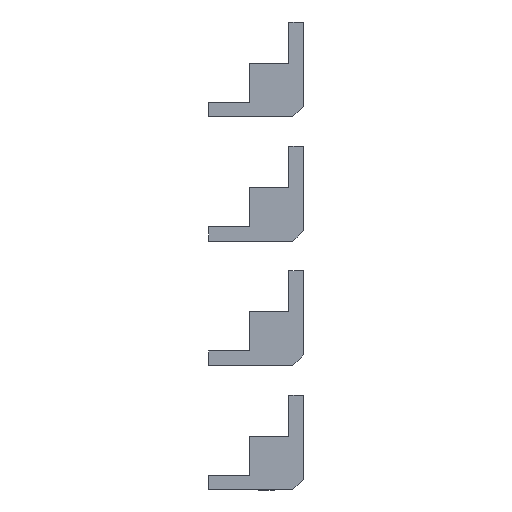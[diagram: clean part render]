
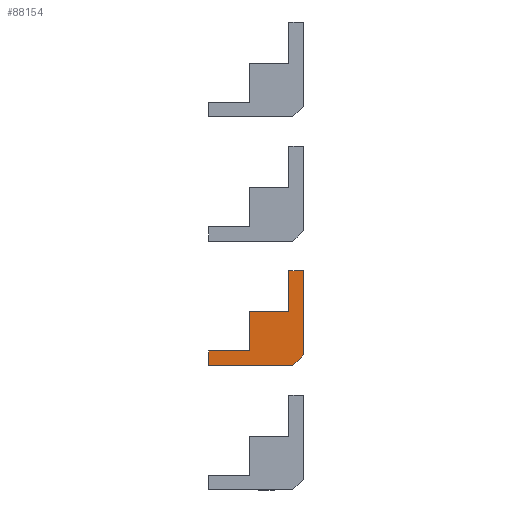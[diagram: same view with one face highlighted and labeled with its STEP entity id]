
A CAD part, front view. The second image highlights one B-rep face of the part: STEP entity #88154.
In plain terms, the highlighted planar face has unit normal (0, -1, 0).
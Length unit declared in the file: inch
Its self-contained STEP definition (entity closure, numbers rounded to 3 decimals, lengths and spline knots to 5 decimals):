
#1501 = EDGE_CURVE ( 'NONE', #38571, #30647, #100883, .T. ) ;
#2927 = CARTESIAN_POINT ( 'NONE',  ( 0.68898, -37.32283, 2.02717 ) ) ;
#5651 = CARTESIAN_POINT ( 'NONE',  ( -1.22047, -37.32283, 2.1063 ) ) ;
#7875 = CARTESIAN_POINT ( 'NONE',  ( 0.68898, -37.32283, 3.72047 ) ) ;
#8446 = VECTOR ( 'NONE', #110395, 39.37008 ) ;
#8927 = VERTEX_POINT ( 'NONE', #101982 ) ;
#9356 = EDGE_CURVE ( 'NONE', #30647, #113510, #111379, .T. ) ;
#9956 = VECTOR ( 'NONE', #13724, 39.37008 ) ;
#10181 = VERTEX_POINT ( 'NONE', #32789 ) ;
#10466 = ORIENTED_EDGE ( 'NONE', *, *, #9356, .F. ) ;
#10471 = VERTEX_POINT ( 'NONE', #83223 ) ;
#12724 = VECTOR ( 'NONE', #30335, 39.37008 ) ;
#13724 = DIRECTION ( 'NONE',  ( 0., 0., 1. ) ) ;
#15445 = DIRECTION ( 'NONE',  ( 0., 0., 1. ) ) ;
#19937 = EDGE_CURVE ( 'NONE', #92848, #38571, #93131, .T. ) ;
#19951 = CARTESIAN_POINT ( 'NONE',  ( 0.68898, -37.32283, 3.72047 ) ) ;
#20428 = CARTESIAN_POINT ( 'NONE',  ( -1.22047, -37.32283, 1.81102 ) ) ;
#22653 = CARTESIAN_POINT ( 'NONE',  ( 0.68898, -37.32283, 2.02717 ) ) ;
#23819 = CARTESIAN_POINT ( 'NONE',  ( 0.5315, -37.32283, 2.1063 ) ) ;
#30335 = DIRECTION ( 'NONE',  ( 0., 0., 1. ) ) ;
#30647 = VERTEX_POINT ( 'NONE', #107637 ) ;
#30881 = DIRECTION ( 'NONE',  ( 1., 0., 0. ) ) ;
#32789 = CARTESIAN_POINT ( 'NONE',  ( 0.3937, -37.32283, 2.8937 ) ) ;
#33658 = CARTESIAN_POINT ( 'NONE',  ( 0.3937, -37.32283, 2.08661 ) ) ;
#36978 = CARTESIAN_POINT ( 'NONE',  ( 0.5315, -37.32283, 3.72047 ) ) ;
#38571 = VERTEX_POINT ( 'NONE', #85675 ) ;
#42875 = VECTOR ( 'NONE', #105737, 39.37008 ) ;
#44095 = EDGE_CURVE ( 'NONE', #66750, #76247, #61719, .T. ) ;
#45350 = ORIENTED_EDGE ( 'NONE', *, *, #52563, .F. ) ;
#52563 = EDGE_CURVE ( 'NONE', #8927, #10181, #80098, .T. ) ;
#55003 = VECTOR ( 'NONE', #15445, 39.37008 ) ;
#55776 = LINE ( 'NONE', #19951, #8446 ) ;
#56251 = DIRECTION ( 'NONE',  ( -1., 0., 0. ) ) ;
#56635 = CARTESIAN_POINT ( 'NONE',  ( 0.3937, -37.32283, 3.72047 ) ) ;
#60520 = VECTOR ( 'NONE', #92558, 39.37008 ) ;
#61331 = DIRECTION ( 'NONE',  ( 1., 0., 0. ) ) ;
#61719 = LINE ( 'NONE', #36978, #42875 ) ;
#62444 = ORIENTED_EDGE ( 'NONE', *, *, #84516, .F. ) ;
#63367 = FACE_OUTER_BOUND ( 'NONE', #75756, .T. ) ;
#66750 = VERTEX_POINT ( 'NONE', #56635 ) ;
#66821 = EDGE_CURVE ( 'NONE', #10181, #66750, #105295, .T. ) ;
#67606 = ORIENTED_EDGE ( 'NONE', *, *, #109179, .F. ) ;
#70346 = ORIENTED_EDGE ( 'NONE', *, *, #19937, .F. ) ;
#71016 = CARTESIAN_POINT ( 'NONE',  ( 0.5315, -37.32283, 2.08661 ) ) ;
#73197 = ORIENTED_EDGE ( 'NONE', *, *, #1501, .F. ) ;
#75489 = VECTOR ( 'NONE', #56251, 39.37008 ) ;
#75756 = EDGE_LOOP ( 'NONE', ( #62444, #79857, #88933, #45350, #108147, #67606, #10466, #73197, #70346 ) ) ;
#76247 = VERTEX_POINT ( 'NONE', #7875 ) ;
#79440 = LINE ( 'NONE', #113542, #55003 ) ;
#79857 = ORIENTED_EDGE ( 'NONE', *, *, #44095, .F. ) ;
#80098 = LINE ( 'NONE', #105373, #88609 ) ;
#82136 = PLANE ( 'NONE',  #88120 ) ;
#83223 = CARTESIAN_POINT ( 'NONE',  ( -0.3937, -37.32283, 2.1063 ) ) ;
#84516 = EDGE_CURVE ( 'NONE', #76247, #92848, #55776, .T. ) ;
#85675 = CARTESIAN_POINT ( 'NONE',  ( 0.47283, -37.32283, 1.81102 ) ) ;
#88120 = AXIS2_PLACEMENT_3D ( 'NONE', #71016, #100331, #99190 ) ;
#88154 = ADVANCED_FACE ( 'NONE', ( #63367 ), #82136, .F. ) ;
#88609 = VECTOR ( 'NONE', #61331, 39.37008 ) ;
#88933 = ORIENTED_EDGE ( 'NONE', *, *, #66821, .F. ) ;
#91711 = CARTESIAN_POINT ( 'NONE',  ( -1.22047, -37.32283, 2.1063 ) ) ;
#92558 = DIRECTION ( 'NONE',  ( -0.707, 0., -0.707 ) ) ;
#92848 = VERTEX_POINT ( 'NONE', #2927 ) ;
#93131 = LINE ( 'NONE', #22653, #60520 ) ;
#94301 = LINE ( 'NONE', #23819, #111694 ) ;
#99190 = DIRECTION ( 'NONE',  ( 0., 0., 1. ) ) ;
#100331 = DIRECTION ( 'NONE',  ( 0., 1., 0. ) ) ;
#100883 = LINE ( 'NONE', #20428, #75489 ) ;
#101982 = CARTESIAN_POINT ( 'NONE',  ( -0.3937, -37.32283, 2.8937 ) ) ;
#105295 = LINE ( 'NONE', #33658, #9956 ) ;
#105373 = CARTESIAN_POINT ( 'NONE',  ( 0.5315, -37.32283, 2.8937 ) ) ;
#105737 = DIRECTION ( 'NONE',  ( 1., 0., 0. ) ) ;
#107637 = CARTESIAN_POINT ( 'NONE',  ( -1.22047, -37.32283, 1.81102 ) ) ;
#108147 = ORIENTED_EDGE ( 'NONE', *, *, #114504, .F. ) ;
#109179 = EDGE_CURVE ( 'NONE', #113510, #10471, #94301, .T. ) ;
#110395 = DIRECTION ( 'NONE',  ( 0., 0., -1. ) ) ;
#111379 = LINE ( 'NONE', #5651, #12724 ) ;
#111694 = VECTOR ( 'NONE', #30881, 39.37008 ) ;
#113510 = VERTEX_POINT ( 'NONE', #91711 ) ;
#113542 = CARTESIAN_POINT ( 'NONE',  ( -0.3937, -37.32283, 2.08661 ) ) ;
#114504 = EDGE_CURVE ( 'NONE', #10471, #8927, #79440, .T. ) ;
